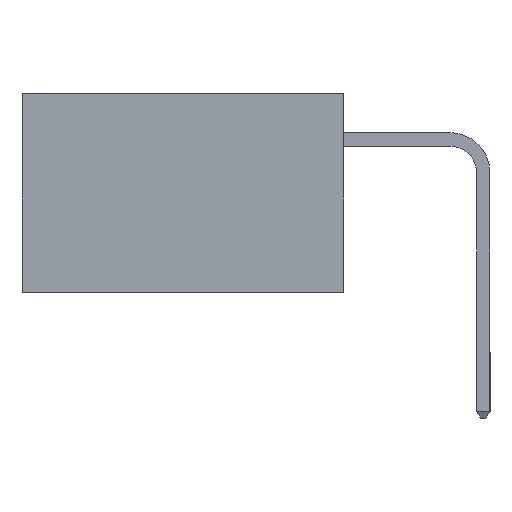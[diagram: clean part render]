
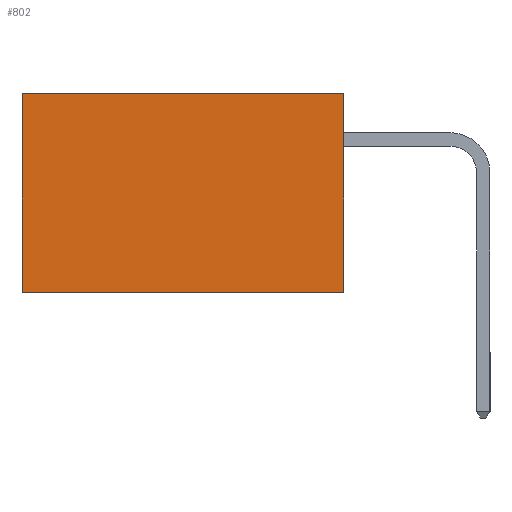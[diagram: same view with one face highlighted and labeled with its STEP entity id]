
A CAD part, left-side view. The second image highlights one B-rep face of the part: STEP entity #802.
In plain terms, the highlighted planar face has unit normal (-1, 0, 0).
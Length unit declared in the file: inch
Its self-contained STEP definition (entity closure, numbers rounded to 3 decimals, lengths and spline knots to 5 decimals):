
#68 = EDGE_LOOP ( 'NONE', ( #5683, #9948, #4851, #5615 ) ) ;
#96 = DIRECTION ( 'NONE',  ( 0., 0., -1. ) ) ;
#701 = EDGE_CURVE ( 'NONE', #2415, #5306, #6239, .T. ) ;
#802 = ADVANCED_FACE ( 'NONE', ( #4549 ), #5367, .F. ) ;
#1141 = DIRECTION ( 'NONE',  ( 1., 0., 0. ) ) ;
#1271 = CARTESIAN_POINT ( 'NONE',  ( 0.2615, 0.6, -0.37 ) ) ;
#1300 = CARTESIAN_POINT ( 'NONE',  ( 0.2615, 0.6, -0.37 ) ) ;
#1888 = EDGE_CURVE ( 'NONE', #2186, #5306, #5733, .T. ) ;
#2111 = VECTOR ( 'NONE', #5044, 39.37008 ) ;
#2176 = LINE ( 'NONE', #10285, #8593 ) ;
#2186 = VERTEX_POINT ( 'NONE', #7186 ) ;
#2415 = VERTEX_POINT ( 'NONE', #5357 ) ;
#3236 = LINE ( 'NONE', #10338, #2111 ) ;
#3952 = EDGE_CURVE ( 'NONE', #6155, #2415, #2176, .T. ) ;
#4549 = FACE_OUTER_BOUND ( 'NONE', #68, .T. ) ;
#4851 = ORIENTED_EDGE ( 'NONE', *, *, #3952, .F. ) ;
#4858 = DIRECTION ( 'NONE',  ( 0., 0., -1. ) ) ;
#5044 = DIRECTION ( 'NONE',  ( 0., 1., 0. ) ) ;
#5082 = CARTESIAN_POINT ( 'NONE',  ( 0.2615, 0., -0.37 ) ) ;
#5306 = VERTEX_POINT ( 'NONE', #1300 ) ;
#5357 = CARTESIAN_POINT ( 'NONE',  ( 0.2615, 0., -0.37 ) ) ;
#5367 = PLANE ( 'NONE',  #5822 ) ;
#5615 = ORIENTED_EDGE ( 'NONE', *, *, #7167, .T. ) ;
#5683 = ORIENTED_EDGE ( 'NONE', *, *, #1888, .T. ) ;
#5733 = LINE ( 'NONE', #1271, #10754 ) ;
#5822 = AXIS2_PLACEMENT_3D ( 'NONE', #7296, #1141, #96 ) ;
#6155 = VERTEX_POINT ( 'NONE', #9323 ) ;
#6239 = LINE ( 'NONE', #5082, #9132 ) ;
#6520 = DIRECTION ( 'NONE',  ( 0., 0., -1. ) ) ;
#7167 = EDGE_CURVE ( 'NONE', #6155, #2186, #3236, .T. ) ;
#7186 = CARTESIAN_POINT ( 'NONE',  ( 0.2615, 0.6, 0. ) ) ;
#7296 = CARTESIAN_POINT ( 'NONE',  ( 0.2615, 0., -0.37 ) ) ;
#8593 = VECTOR ( 'NONE', #6520, 39.37008 ) ;
#8620 = DIRECTION ( 'NONE',  ( 0., 1., 0. ) ) ;
#9132 = VECTOR ( 'NONE', #8620, 39.37008 ) ;
#9323 = CARTESIAN_POINT ( 'NONE',  ( 0.2615, 0., 0. ) ) ;
#9948 = ORIENTED_EDGE ( 'NONE', *, *, #701, .F. ) ;
#10285 = CARTESIAN_POINT ( 'NONE',  ( 0.2615, 0., -0.37 ) ) ;
#10338 = CARTESIAN_POINT ( 'NONE',  ( 0.2615, 0., 0. ) ) ;
#10754 = VECTOR ( 'NONE', #4858, 39.37008 ) ;
